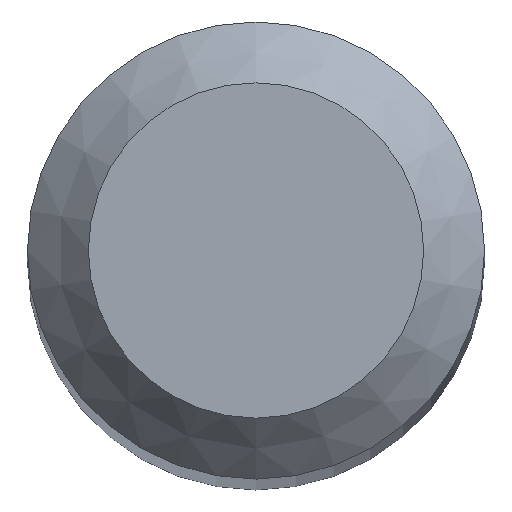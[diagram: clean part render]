
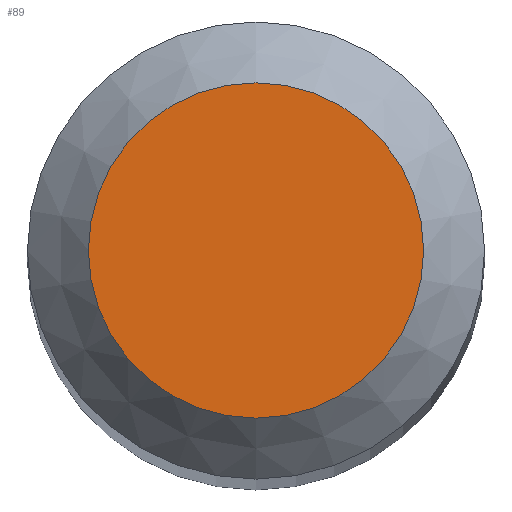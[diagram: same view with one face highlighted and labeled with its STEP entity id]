
A CAD part, top view. The second image highlights one B-rep face of the part: STEP entity #89.
In plain terms, the highlighted planar face has unit normal (0, 0, 1).
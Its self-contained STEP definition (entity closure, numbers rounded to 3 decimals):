
#13 = CARTESIAN_POINT ( 'NONE',  ( 0., 0., 30. ) ) ;
#16 = PLANE ( 'NONE',  #163 ) ;
#29 = EDGE_CURVE ( 'NONE', #129, #129, #173, .T. ) ;
#30 = AXIS2_PLACEMENT_3D ( 'NONE', #120, #155, #217 ) ;
#54 = DIRECTION ( 'NONE',  ( 0., 0., -1. ) ) ;
#73 = ORIENTED_EDGE ( 'NONE', *, *, #29, .F. ) ;
#89 = ADVANCED_FACE ( 'NONE', ( #171 ), #16, .F. ) ;
#99 = CARTESIAN_POINT ( 'NONE',  ( 0., 0.55, 30. ) ) ;
#120 = CARTESIAN_POINT ( 'NONE',  ( 0., 0., 30. ) ) ;
#129 = VERTEX_POINT ( 'NONE', #99 ) ;
#155 = DIRECTION ( 'NONE',  ( 0., 0., -1. ) ) ;
#159 = DIRECTION ( 'NONE',  ( 0., 1., 0. ) ) ;
#163 = AXIS2_PLACEMENT_3D ( 'NONE', #13, #54, #159 ) ;
#171 = FACE_OUTER_BOUND ( 'NONE', #220, .T. ) ;
#173 = CIRCLE ( 'NONE', #30, 0.55 ) ;
#217 = DIRECTION ( 'NONE',  ( 0., 1., 0. ) ) ;
#220 = EDGE_LOOP ( 'NONE', ( #73 ) ) ;
